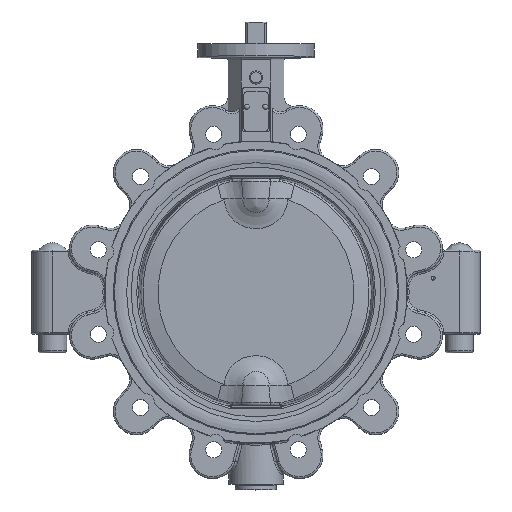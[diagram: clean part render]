
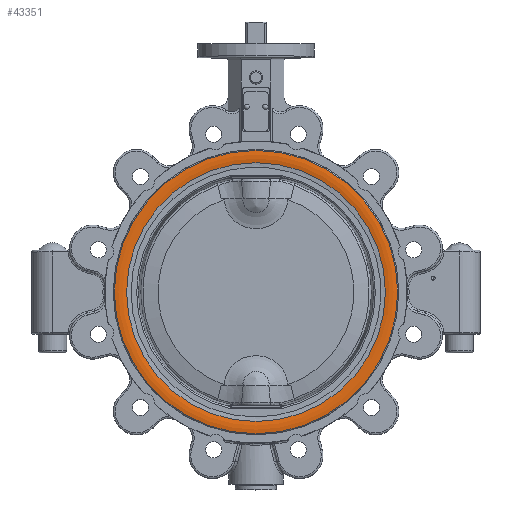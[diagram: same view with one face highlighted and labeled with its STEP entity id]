
A CAD part, top view. The second image highlights one B-rep face of the part: STEP entity #43351.
In plain terms, the highlighted toroidal (fillet/blend) face has major radius 146 mm and minor radius 30 mm.
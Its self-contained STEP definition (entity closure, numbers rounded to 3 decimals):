
#43320=CARTESIAN_POINT('',(-138.706,2.5,34.6));
#43321=VERTEX_POINT('',#43320);
#43322=CARTESIAN_POINT('',(0.,2.5,34.6));
#43323=DIRECTION('',(0.0,0.0,1.0));
#43324=DIRECTION('',(-1.0,0.0,0.0));
#43325=AXIS2_PLACEMENT_3D('',#43322,#43323,#43324);
#43326=CIRCLE('',#43325,138.706);
#43327=EDGE_CURVE('',#43321,#43321,#43326,.T.);
#43332=CARTESIAN_POINT('',(0.,2.5,5.5));
#43333=DIRECTION('',(0.,0.,1.0));
#43334=DIRECTION('',(0.0,-1.0,0.0));
#43335=AXIS2_PLACEMENT_3D('',#43332,#43333,#43334);
#43336=TOROIDAL_SURFACE('',#43335,146.0,30.);
#43337=ORIENTED_EDGE('',*,*,#43327,.F.);
#43338=EDGE_LOOP('',(#43337));
#43339=FACE_OUTER_BOUND('',#43338,.T.);
#43340=CARTESIAN_POINT('',(-151.845,2.5,34.925));
#43341=VERTEX_POINT('',#43340);
#43342=CARTESIAN_POINT('',(0.,2.5,34.925));
#43343=DIRECTION('',(0.0,0.0,1.0));
#43344=DIRECTION('',(-1.0,0.0,0.0));
#43345=AXIS2_PLACEMENT_3D('',#43342,#43343,#43344);
#43346=CIRCLE('',#43345,151.845);
#43347=EDGE_CURVE('',#43341,#43341,#43346,.T.);
#43348=ORIENTED_EDGE('',*,*,#43347,.T.);
#43349=EDGE_LOOP('',(#43348));
#43350=FACE_BOUND('',#43349,.T.);
#43351=ADVANCED_FACE('',(#43339,#43350),#43336,.T.);
